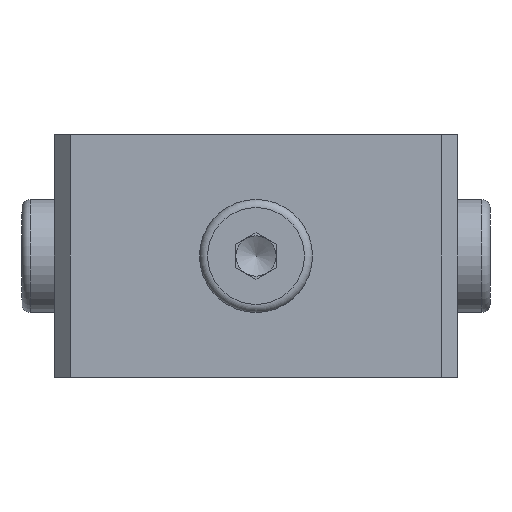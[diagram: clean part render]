
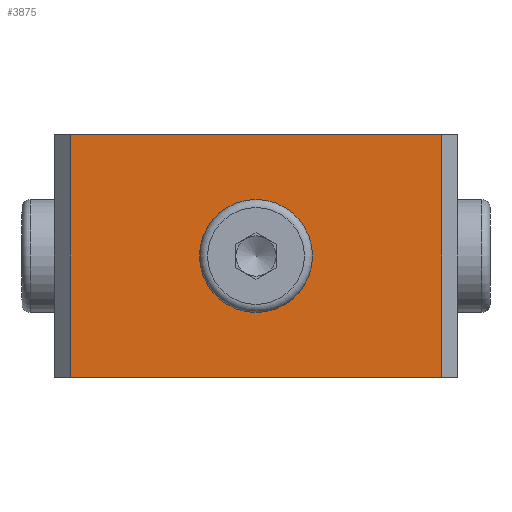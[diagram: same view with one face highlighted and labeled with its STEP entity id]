
A CAD part, front view. The second image highlights one B-rep face of the part: STEP entity #3875.
In plain terms, the highlighted face is planar.
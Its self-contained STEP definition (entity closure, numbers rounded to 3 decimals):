
#164=CIRCLE('',#4131,4.283);
#244=FACE_BOUND('',#842,.T.);
#606=FACE_OUTER_BOUND('',#841,.T.);
#841=EDGE_LOOP('',(#3421,#3422,#3423,#3424));
#842=EDGE_LOOP('',(#3425));
#1172=LINE('',#6723,#1521);
#1194=LINE('',#6839,#1543);
#1201=LINE('',#6859,#1550);
#1202=LINE('',#6861,#1551);
#1521=VECTOR('',#4718,10.);
#1543=VECTOR('',#4848,10.);
#1550=VECTOR('',#4869,10.);
#1551=VECTOR('',#4872,10.);
#1861=VERTEX_POINT('',#6720);
#1862=VERTEX_POINT('',#6722);
#1875=VERTEX_POINT('',#6755);
#1901=VERTEX_POINT('',#6836);
#1902=VERTEX_POINT('',#6838);
#2356=EDGE_CURVE('',#1861,#1862,#1172,.T.);
#2371=EDGE_CURVE('',#1875,#1875,#164,.T.);
#2415=EDGE_CURVE('',#1901,#1902,#1194,.T.);
#2426=EDGE_CURVE('',#1862,#1901,#1201,.T.);
#2427=EDGE_CURVE('',#1902,#1861,#1202,.T.);
#3421=ORIENTED_EDGE('',*,*,#2426,.F.);
#3422=ORIENTED_EDGE('',*,*,#2356,.F.);
#3423=ORIENTED_EDGE('',*,*,#2427,.F.);
#3424=ORIENTED_EDGE('',*,*,#2415,.F.);
#3425=ORIENTED_EDGE('',*,*,#2371,.T.);
#3688=PLANE('',#4176);
#3875=ADVANCED_FACE('',(#606,#244),#3688,.T.);
#4131=AXIS2_PLACEMENT_3D('',#6756,#4754,#4755);
#4176=AXIS2_PLACEMENT_3D('',#6860,#4870,#4871);
#4718=DIRECTION('',(1.,0.,0.));
#4754=DIRECTION('center_axis',(0.,0.,-1.));
#4755=DIRECTION('ref_axis',(-1.,0.,0.));
#4848=DIRECTION('',(-1.,0.,0.));
#4869=DIRECTION('',(0.,-1.,0.));
#4870=DIRECTION('center_axis',(0.,0.,1.));
#4871=DIRECTION('ref_axis',(1.,0.,0.));
#4872=DIRECTION('',(0.,1.,0.));
#6720=CARTESIAN_POINT('',(-23.,15.,85.));
#6722=CARTESIAN_POINT('',(23.,15.,85.));
#6723=CARTESIAN_POINT('',(-25.,15.,85.));
#6755=CARTESIAN_POINT('',(4.283,0.,85.));
#6756=CARTESIAN_POINT('Origin',(0.,0.,85.));
#6836=CARTESIAN_POINT('',(23.,-15.,85.));
#6838=CARTESIAN_POINT('',(-23.,-15.,85.));
#6839=CARTESIAN_POINT('',(-25.,-15.,85.));
#6859=CARTESIAN_POINT('',(23.,0.,85.));
#6860=CARTESIAN_POINT('Origin',(-25.,0.,85.));
#6861=CARTESIAN_POINT('',(-23.,0.,85.));
